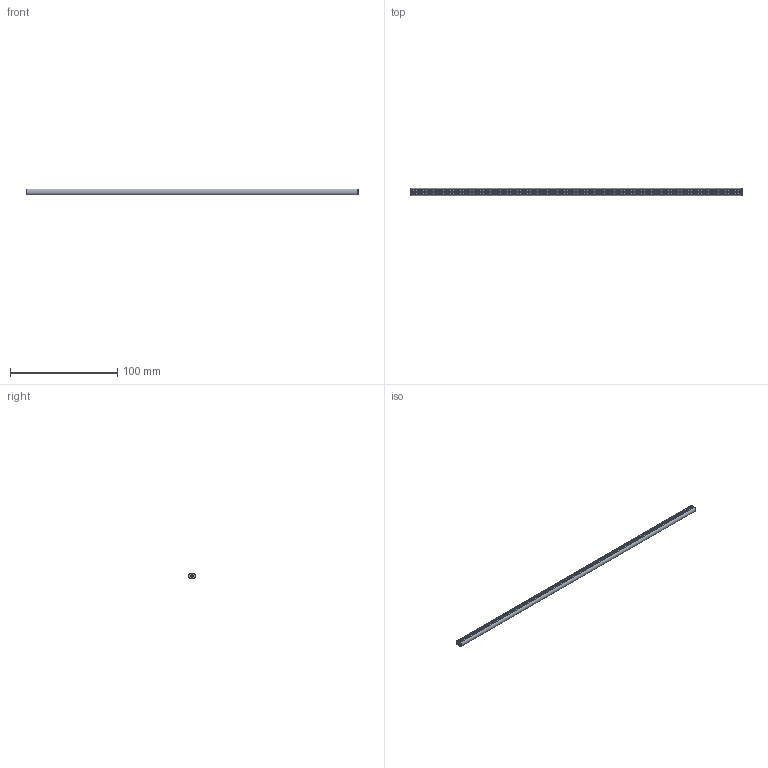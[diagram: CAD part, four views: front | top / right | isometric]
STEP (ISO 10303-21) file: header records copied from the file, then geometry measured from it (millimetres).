
FILE_DESCRIPTION(('FreeCAD Model'),'2;1');
FILE_NAME('Open CASCADE Shape Model','2024-06-18T17:29:08',(''),(''), 'Open CASCADE STEP processor 7.6','FreeCAD','Unknown');
FILE_SCHEMA(('AUTOMOTIVE_DESIGN { 1 0 10303 214 1 1 1 1 }'));
Length unit declared in the file: millimetre
Products named in the file (1): Shaft IDX BU24.75 - SPN-SFT-0219 (stemfie.org)
Bounding box: 309.38 x 6.6 x 5 mm (x, y, z)
Volume: 7061.8 mm3; surface area: 8875 mm2
Topology: 1 solids, 1 shells, 974 faces, 3028 edges, 1884 vertices
Faces by surface type: plane 314, cylinder 300, cone 202, extrusion 158
Full cylindrical faces by diameter (mm): 2 x298
Entity records: 34768 total; most frequent: CARTESIAN_POINT 6835, ORIENTED_EDGE 6056, DIRECTION 5718, EDGE_CURVE 3028, AXIS2_PLACEMENT_3D 2031, VERTEX_POINT 1884, VECTOR 1656, LINE 1498
